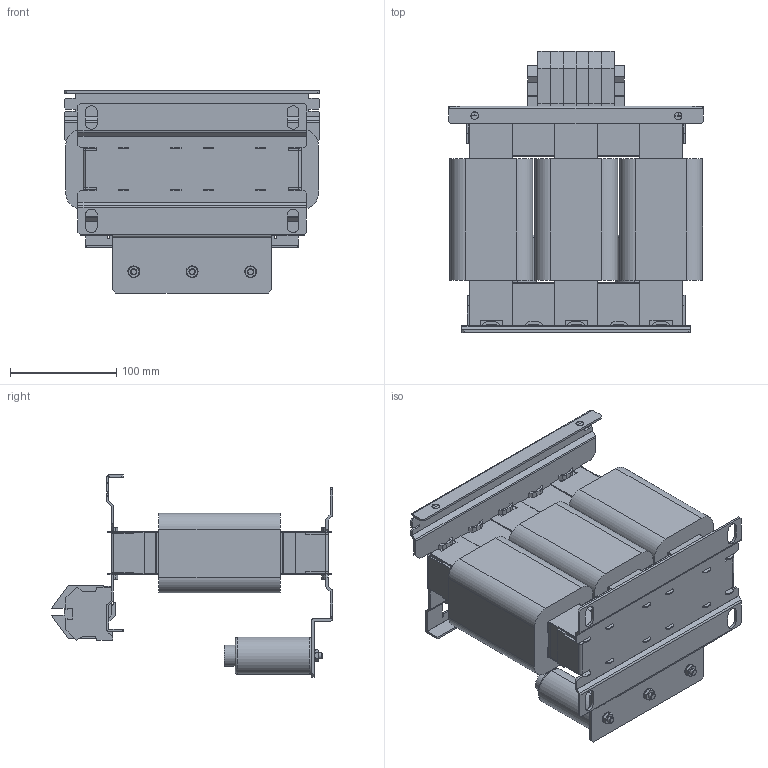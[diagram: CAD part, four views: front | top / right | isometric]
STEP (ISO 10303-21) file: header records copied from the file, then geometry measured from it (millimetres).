
FILE_DESCRIPTION (( 'STEP AP214' ), '1' );
FILE_NAME ('146980.STEP', '2020-05-29T02:51:18', ( '' ), ( '' ), 'SwSTEP 2.0', 'SolidWorks 2018', '' );
FILE_SCHEMA (( 'AUTOMOTIVE_DESIGN' ));
Length unit declared in the file: millimetre
Products named in the file (1): 146980
Bounding box: 240 x 265 x 190.25 mm (x, y, z)
Volume: 3207233.2 mm3; surface area: 364276.3 mm2
Topology: 1 solids, 1 shells, 1466 faces, 4077 edges, 2556 vertices
Faces by surface type: plane 1116, cylinder 220, bspline 88, cone 42
Entity records: 53947 total; most frequent: CARTESIAN_POINT 10306, ORIENTED_EDGE 8010, DIRECTION 7143, EDGE_CURVE 4005, LINE 3153, VECTOR 3153, VERTEX_POINT 2556, AXIS2_PLACEMENT_3D 1995
